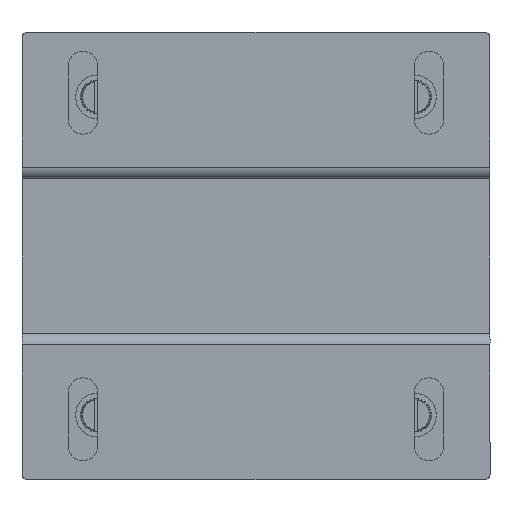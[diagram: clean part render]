
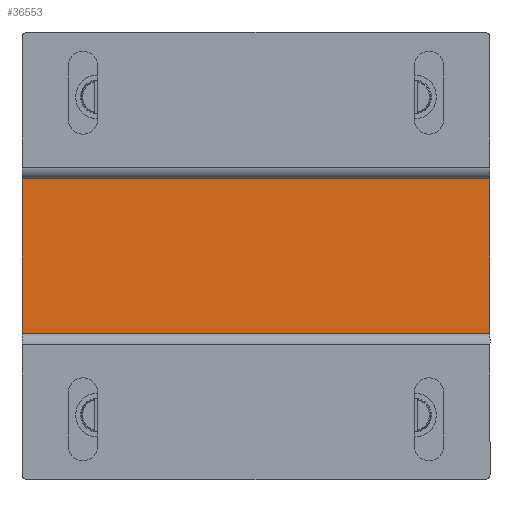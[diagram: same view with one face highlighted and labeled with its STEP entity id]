
A CAD part, front view. The second image highlights one B-rep face of the part: STEP entity #36553.
In plain terms, the highlighted planar face has unit normal (0, -1, 0).
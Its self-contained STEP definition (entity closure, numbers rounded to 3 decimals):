
#4788 = VECTOR ( 'NONE', #70291, 1000. ) ;
#11526 = DIRECTION ( 'NONE',  ( 0., 1., 0. ) ) ;
#19268 = CARTESIAN_POINT ( 'NONE',  ( -100.51, -22.267, 177.304 ) ) ;
#19972 = LINE ( 'NONE', #19268, #78495 ) ;
#20026 = PLANE ( 'NONE',  #45730 ) ;
#21936 = CARTESIAN_POINT ( 'NONE',  ( -196.51, -22.267, 209.054 ) ) ;
#29220 = DIRECTION ( 'NONE',  ( 0., 0., 1. ) ) ;
#29933 = EDGE_CURVE ( 'NONE', #94853, #71556, #19972, .T. ) ;
#36553 = ADVANCED_FACE ( 'NONE', ( #63629 ), #20026, .F. ) ;
#38478 = ORIENTED_EDGE ( 'NONE', *, *, #85025, .T. ) ;
#39606 = DIRECTION ( 'NONE',  ( 0., 0., 1. ) ) ;
#43246 = CARTESIAN_POINT ( 'NONE',  ( -100.51, -22.267, 177.304 ) ) ;
#43978 = CARTESIAN_POINT ( 'NONE',  ( -100.51, -22.267, 209.054 ) ) ;
#45730 = AXIS2_PLACEMENT_3D ( 'NONE', #85372, #11526, #64324 ) ;
#60966 = VERTEX_POINT ( 'NONE', #21936 ) ;
#63629 = FACE_OUTER_BOUND ( 'NONE', #108821, .T. ) ;
#64324 = DIRECTION ( 'NONE',  ( 0., 0., -1. ) ) ;
#70291 = DIRECTION ( 'NONE',  ( -1., 0., 0. ) ) ;
#71556 = VERTEX_POINT ( 'NONE', #43978 ) ;
#72552 = LINE ( 'NONE', #94220, #85889 ) ;
#74153 = CARTESIAN_POINT ( 'NONE',  ( -196.51, -22.267, 177.304 ) ) ;
#75337 = VECTOR ( 'NONE', #29220, 1000. ) ;
#78495 = VECTOR ( 'NONE', #39606, 1000. ) ;
#79816 = ORIENTED_EDGE ( 'NONE', *, *, #29933, .T. ) ;
#82667 = LINE ( 'NONE', #125591, #75337 ) ;
#84172 = EDGE_CURVE ( 'NONE', #94853, #97776, #91957, .T. ) ;
#85025 = EDGE_CURVE ( 'NONE', #71556, #60966, #72552, .T. ) ;
#85372 = CARTESIAN_POINT ( 'NONE',  ( -100.51, -22.267, 177.304 ) ) ;
#85889 = VECTOR ( 'NONE', #116726, 1000. ) ;
#91957 = LINE ( 'NONE', #93337, #4788 ) ;
#92135 = ORIENTED_EDGE ( 'NONE', *, *, #84172, .F. ) ;
#93337 = CARTESIAN_POINT ( 'NONE',  ( -100.51, -22.267, 177.304 ) ) ;
#94220 = CARTESIAN_POINT ( 'NONE',  ( -100.51, -22.267, 209.054 ) ) ;
#94853 = VERTEX_POINT ( 'NONE', #43246 ) ;
#97776 = VERTEX_POINT ( 'NONE', #74153 ) ;
#108821 = EDGE_LOOP ( 'NONE', ( #38478, #114803, #92135, #79816 ) ) ;
#114803 = ORIENTED_EDGE ( 'NONE', *, *, #130287, .F. ) ;
#116726 = DIRECTION ( 'NONE',  ( -1., 0., 0. ) ) ;
#125591 = CARTESIAN_POINT ( 'NONE',  ( -196.51, -22.267, 177.304 ) ) ;
#130287 = EDGE_CURVE ( 'NONE', #97776, #60966, #82667, .T. ) ;
